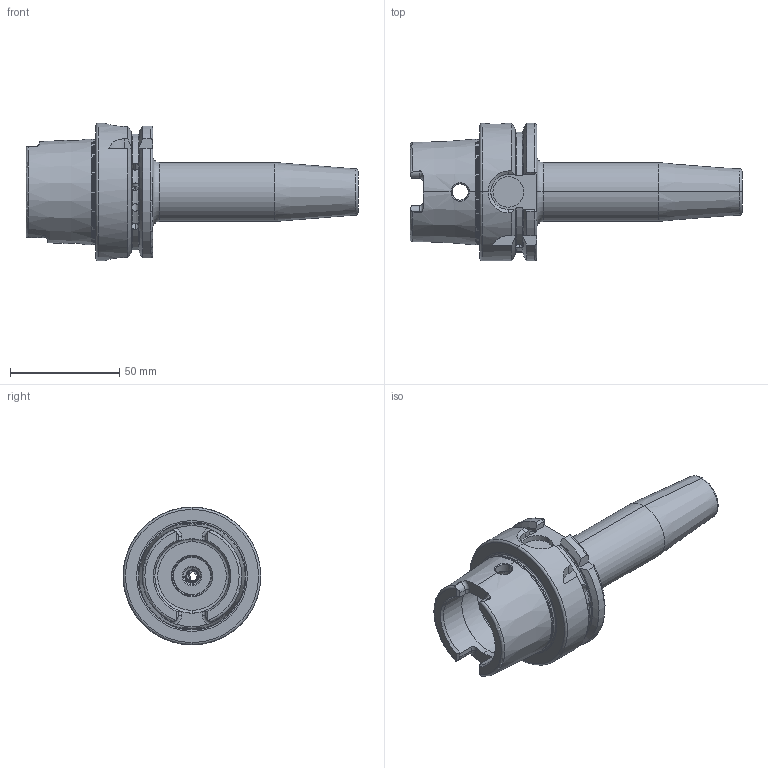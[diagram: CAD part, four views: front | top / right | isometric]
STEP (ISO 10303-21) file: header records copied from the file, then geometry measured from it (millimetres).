
FILE_DESCRIPTION (( 'STEP AP203' ), '1' );
FILE_NAME ('A63.70.08.1.STEP', '2016-11-17T00:44:25', ( '' ), ( '' ), 'SwSTEP 2.0', 'SolidWorks 2012', '' );
FILE_SCHEMA (( 'CONFIG_CONTROL_DESIGN' ));
Length unit declared in the file: millimetre
Products named in the file (1): A63.70.08.1
Bounding box: 152 x 63 x 63 mm (x, y, z)
Volume: 125247.6 mm3; surface area: 33337.1 mm2
Topology: 1 solids, 1 shells, 264 faces, 712 edges, 446 vertices
Faces by surface type: cylinder 121, plane 57, cone 37, torus 33, bspline 16
Entity records: 21298 total; most frequent: CARTESIAN_POINT 15266, ORIENTED_EDGE 1404, DIRECTION 1089, EDGE_CURVE 702, VERTEX_POINT 446, AXIS2_PLACEMENT_3D 431, EDGE_LOOP 276, ADVANCED_FACE 264
